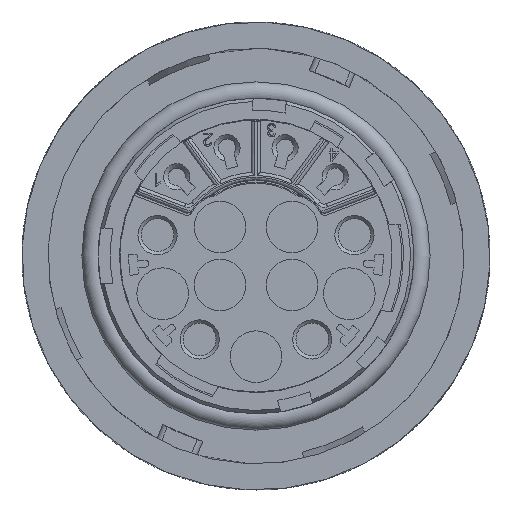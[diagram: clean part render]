
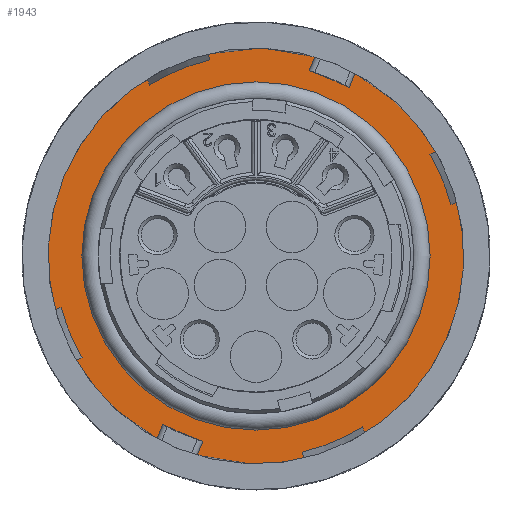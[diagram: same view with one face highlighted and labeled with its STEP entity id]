
A CAD part, left-side view. The second image highlights one B-rep face of the part: STEP entity #1943.
In plain terms, the highlighted planar face has unit normal (-1, 0, 0).
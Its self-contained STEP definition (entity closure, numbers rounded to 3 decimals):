
#313=FACE_BOUND('',#4827,.T.);
#314=FACE_BOUND('',#4828,.T.);
#1006=CIRCLE('',#20901,18.515);
#1093=CIRCLE('',#21125,19.1);
#1094=CIRCLE('',#21126,19.1);
#1095=CIRCLE('',#21128,18.515);
#1096=CIRCLE('',#21131,15.436);
#1943=ADVANCED_FACE('',(#313,#314),#3037,.T.);
#3037=PLANE('',#21132);
#4827=EDGE_LOOP('',(#7281,#7282,#7283,#7284,#7285,#7286,#7287,#7288));
#4828=EDGE_LOOP('',(#7289));
#7281=ORIENTED_EDGE('',*,*,#14541,.T.);
#7282=ORIENTED_EDGE('',*,*,#14964,.F.);
#7283=ORIENTED_EDGE('',*,*,#14550,.T.);
#7284=ORIENTED_EDGE('',*,*,#14547,.F.);
#7285=ORIENTED_EDGE('',*,*,#14544,.T.);
#7286=ORIENTED_EDGE('',*,*,#14967,.F.);
#7287=ORIENTED_EDGE('',*,*,#14970,.T.);
#7288=ORIENTED_EDGE('',*,*,#14968,.F.);
#7289=ORIENTED_EDGE('',*,*,#14971,.F.);
#12552=VERTEX_POINT('',#27871);
#12553=VERTEX_POINT('',#27872);
#12555=VERTEX_POINT('',#27881);
#12556=VERTEX_POINT('',#27882);
#12558=VERTEX_POINT('',#27891);
#12560=VERTEX_POINT('',#27903);
#12826=VERTEX_POINT('',#30114);
#12827=VERTEX_POINT('',#30118);
#12828=VERTEX_POINT('',#30127);
#14541=EDGE_CURVE('',#12552,#12553,#17602,.T.);
#14544=EDGE_CURVE('',#12555,#12556,#17604,.T.);
#14547=EDGE_CURVE('',#12555,#12558,#1006,.T.);
#14550=EDGE_CURVE('',#12560,#12558,#17606,.T.);
#14964=EDGE_CURVE('',#12560,#12553,#1093,.T.);
#14967=EDGE_CURVE('',#12826,#12556,#1094,.T.);
#14968=EDGE_CURVE('',#12552,#12827,#1095,.T.);
#14970=EDGE_CURVE('',#12826,#12827,#17785,.T.);
#14971=EDGE_CURVE('',#12828,#12828,#1096,.T.);
#17602=LINE('',#27870,#19237);
#17604=LINE('',#27880,#19239);
#17606=LINE('',#27902,#19241);
#17785=LINE('',#30124,#19422);
#19237=VECTOR('',#22670,1.);
#19239=VECTOR('',#22674,1.);
#19241=VECTOR('',#22682,1.);
#19422=VECTOR('',#23317,1.);
#20901=AXIS2_PLACEMENT_3D('',#27890,#22678,#22679);
#21125=AXIS2_PLACEMENT_3D('',#30107,#23306,#23307);
#21126=AXIS2_PLACEMENT_3D('',#30115,#23309,#23310);
#21128=AXIS2_PLACEMENT_3D('',#30117,#23313,#23314);
#21131=AXIS2_PLACEMENT_3D('',#30126,#23320,#23321);
#21132=AXIS2_PLACEMENT_3D('',#30128,#23322,#23323);
#22670=DIRECTION('',(0.,0.924,-0.384));
#22674=DIRECTION('',(0.,-0.924,0.384));
#22678=DIRECTION('',(1.,0.,0.));
#22679=DIRECTION('',(0.,0.,1.));
#22682=DIRECTION('',(0.,0.924,-0.384));
#23306=DIRECTION('',(1.,0.,0.));
#23307=DIRECTION('',(0.,0.,1.));
#23309=DIRECTION('',(1.,0.,0.));
#23310=DIRECTION('',(0.,0.,1.));
#23313=DIRECTION('',(1.,0.,0.));
#23314=DIRECTION('',(0.,0.,1.));
#23317=DIRECTION('',(0.,-0.924,0.384));
#23320=DIRECTION('',(-1.,0.,0.));
#23321=DIRECTION('',(0.,0.,1.));
#23322=DIRECTION('',(-1.,0.,0.));
#23323=DIRECTION('',(0.,1.,0.));
#27870=CARTESIAN_POINT('',(-40.559,24.203,-9.571));
#27871=CARTESIAN_POINT('',(-40.559,23.658,-9.345));
#27872=CARTESIAN_POINT('',(-40.559,24.203,-9.571));
#27880=CARTESIAN_POINT('',(-40.559,-8.855,9.571));
#27881=CARTESIAN_POINT('',(-40.559,-8.31,9.345));
#27882=CARTESIAN_POINT('',(-40.559,-8.855,9.571));
#27890=CARTESIAN_POINT('',(-40.559,7.674,0.));
#27891=CARTESIAN_POINT('',(-40.559,-10.228,4.727));
#27902=CARTESIAN_POINT('',(-40.559,-10.214,4.721));
#27903=CARTESIAN_POINT('',(-40.559,-10.773,4.953));
#30107=CARTESIAN_POINT('',(-40.559,7.674,0.));
#30114=CARTESIAN_POINT('',(-40.559,26.12,-4.953));
#30115=CARTESIAN_POINT('',(-40.559,7.674,0.));
#30117=CARTESIAN_POINT('',(-40.559,7.674,0.));
#30118=CARTESIAN_POINT('',(-40.559,25.575,-4.727));
#30124=CARTESIAN_POINT('',(-40.559,25.561,-4.721));
#30126=CARTESIAN_POINT('',(-40.559,7.674,0.));
#30127=CARTESIAN_POINT('',(-40.559,7.674,15.436));
#30128=CARTESIAN_POINT('',(-40.559,-13.226,20.9));
